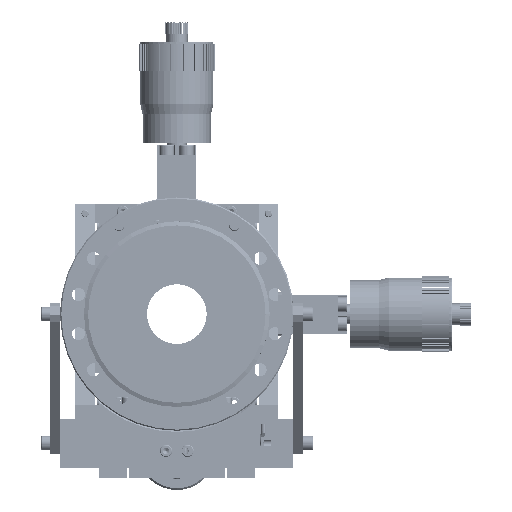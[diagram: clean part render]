
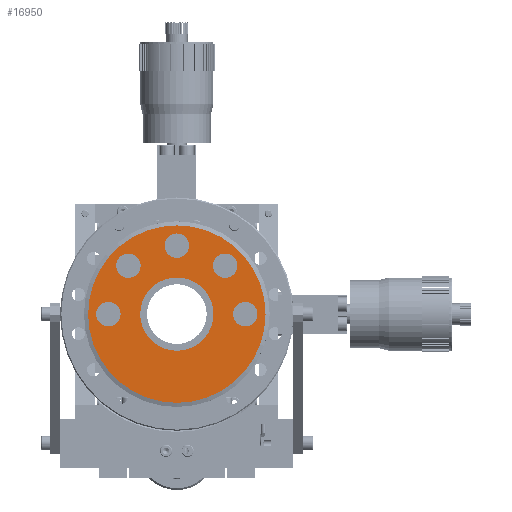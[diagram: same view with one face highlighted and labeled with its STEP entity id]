
A CAD part, front view. The second image highlights one B-rep face of the part: STEP entity #16950.
In plain terms, the highlighted planar face has unit normal (0, -1, 0).
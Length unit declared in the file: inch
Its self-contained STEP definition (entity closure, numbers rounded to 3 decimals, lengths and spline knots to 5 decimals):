
#16950 = ADVANCED_FACE ( 'NONE', ( #30822, #30815, #30832, #30834, #30823, #30830, #30831 ), #28785, .F. ) ;
#25282 = AXIS2_PLACEMENT_3D ( 'NONE', #28781, #28794, #28795 ) ;
#28781 = CARTESIAN_POINT ( 'NONE',  ( 0., 0.086, 2.27 ) ) ;
#28785 = PLANE ( 'NONE',  #25282 ) ;
#28794 = DIRECTION ( 'NONE',  ( 0., 1., 0. ) ) ;
#28795 = DIRECTION ( 'NONE',  ( 0., 0., 1. ) ) ;
#30815 = FACE_BOUND ( 'NONE', #44975, .T. ) ;
#30822 = FACE_BOUND ( 'NONE', #44970, .T. ) ;
#30823 = FACE_BOUND ( 'NONE', #44980, .T. ) ;
#30830 = FACE_BOUND ( 'NONE', #44982, .T. ) ;
#30831 = FACE_OUTER_BOUND ( 'NONE', #44984, .T. ) ;
#30832 = FACE_BOUND ( 'NONE', #44977, .T. ) ;
#30834 = FACE_BOUND ( 'NONE', #44979, .T. ) ;
#35200 = EDGE_CURVE ( 'NONE', #49123, #49125, #132579, .T. ) ;
#35206 = EDGE_CURVE ( 'NONE', #49131, #49133, #132592, .T. ) ;
#35213 = EDGE_CURVE ( 'NONE', #49138, #49140, #132607, .T. ) ;
#35215 = EDGE_CURVE ( 'NONE', #49164, #49166, #132613, .T. ) ;
#35218 = EDGE_CURVE ( 'NONE', #49145, #49147, #132619, .T. ) ;
#35224 = EDGE_CURVE ( 'NONE', #49153, #49155, #132627, .T. ) ;
#35236 = EDGE_CURVE ( 'NONE', #49167, #49169, #132646, .T. ) ;
#35422 = EDGE_CURVE ( 'NONE', #49155, #49153, #132914, .T. ) ;
#35428 = EDGE_CURVE ( 'NONE', #49147, #49145, #132920, .T. ) ;
#35431 = EDGE_CURVE ( 'NONE', #49169, #49167, #132921, .T. ) ;
#35434 = EDGE_CURVE ( 'NONE', #49166, #49164, #132926, .T. ) ;
#35435 = EDGE_CURVE ( 'NONE', #49140, #49138, #132929, .T. ) ;
#35439 = EDGE_CURVE ( 'NONE', #49133, #49131, #132933, .T. ) ;
#35451 = EDGE_CURVE ( 'NONE', #49125, #49123, #132951, .T. ) ;
#44970 = EDGE_LOOP ( 'NONE', ( #48191, #48192 ) ) ;
#44975 = EDGE_LOOP ( 'NONE', ( #48193, #48194 ) ) ;
#44977 = EDGE_LOOP ( 'NONE', ( #48195, #48196 ) ) ;
#44979 = EDGE_LOOP ( 'NONE', ( #48197, #48198 ) ) ;
#44980 = EDGE_LOOP ( 'NONE', ( #48199, #48200 ) ) ;
#44982 = EDGE_LOOP ( 'NONE', ( #48201, #48202 ) ) ;
#44984 = EDGE_LOOP ( 'NONE', ( #48203, #48204 ) ) ;
#48191 = ORIENTED_EDGE ( 'NONE', *, *, #35451, .T. ) ;
#48192 = ORIENTED_EDGE ( 'NONE', *, *, #35200, .T. ) ;
#48193 = ORIENTED_EDGE ( 'NONE', *, *, #35439, .T. ) ;
#48194 = ORIENTED_EDGE ( 'NONE', *, *, #35206, .T. ) ;
#48195 = ORIENTED_EDGE ( 'NONE', *, *, #35435, .T. ) ;
#48196 = ORIENTED_EDGE ( 'NONE', *, *, #35213, .T. ) ;
#48197 = ORIENTED_EDGE ( 'NONE', *, *, #35428, .T. ) ;
#48198 = ORIENTED_EDGE ( 'NONE', *, *, #35218, .T. ) ;
#48199 = ORIENTED_EDGE ( 'NONE', *, *, #35422, .T. ) ;
#48200 = ORIENTED_EDGE ( 'NONE', *, *, #35224, .T. ) ;
#48201 = ORIENTED_EDGE ( 'NONE', *, *, #35434, .F. ) ;
#48202 = ORIENTED_EDGE ( 'NONE', *, *, #35215, .F. ) ;
#48203 = ORIENTED_EDGE ( 'NONE', *, *, #35431, .T. ) ;
#48204 = ORIENTED_EDGE ( 'NONE', *, *, #35236, .T. ) ;
#49123 = VERTEX_POINT ( 'NONE', #136241 ) ;
#49125 = VERTEX_POINT ( 'NONE', #136242 ) ;
#49131 = VERTEX_POINT ( 'NONE', #136245 ) ;
#49133 = VERTEX_POINT ( 'NONE', #136246 ) ;
#49138 = VERTEX_POINT ( 'NONE', #136249 ) ;
#49140 = VERTEX_POINT ( 'NONE', #136250 ) ;
#49145 = VERTEX_POINT ( 'NONE', #136253 ) ;
#49147 = VERTEX_POINT ( 'NONE', #136254 ) ;
#49153 = VERTEX_POINT ( 'NONE', #136257 ) ;
#49155 = VERTEX_POINT ( 'NONE', #136258 ) ;
#49164 = VERTEX_POINT ( 'NONE', #136263 ) ;
#49166 = VERTEX_POINT ( 'NONE', #136264 ) ;
#49167 = VERTEX_POINT ( 'NONE', #136265 ) ;
#49169 = VERTEX_POINT ( 'NONE', #136266 ) ;
#102723 = AXIS2_PLACEMENT_3D ( 'NONE', #134359, #134361, #134362 ) ;
#102728 = AXIS2_PLACEMENT_3D ( 'NONE', #134369, #134371, #134372 ) ;
#102730 = AXIS2_PLACEMENT_3D ( 'NONE', #134386, #134387, #134388 ) ;
#102732 = AXIS2_PLACEMENT_3D ( 'NONE', #134379, #134381, #134382 ) ;
#102736 = AXIS2_PLACEMENT_3D ( 'NONE', #134389, #134391, #134392 ) ;
#102740 = AXIS2_PLACEMENT_3D ( 'NONE', #134399, #134401, #134402 ) ;
#102749 = AXIS2_PLACEMENT_3D ( 'NONE', #134419, #134421, #134422 ) ;
#102905 = AXIS2_PLACEMENT_3D ( 'NONE', #135131, #135140, #135141 ) ;
#102913 = AXIS2_PLACEMENT_3D ( 'NONE', #135142, #135158, #135159 ) ;
#102915 = AXIS2_PLACEMENT_3D ( 'NONE', #135148, #135164, #135165 ) ;
#102917 = AXIS2_PLACEMENT_3D ( 'NONE', #135163, #135172, #135174 ) ;
#102920 = AXIS2_PLACEMENT_3D ( 'NONE', #135166, #135178, #135180 ) ;
#102925 = AXIS2_PLACEMENT_3D ( 'NONE', #135176, #135186, #135188 ) ;
#102940 = AXIS2_PLACEMENT_3D ( 'NONE', #135208, #135216, #135217 ) ;
#132579 = CIRCLE ( 'NONE', #102723, 0.3125 ) ;
#132592 = CIRCLE ( 'NONE', #102728, 0.3125 ) ;
#132607 = CIRCLE ( 'NONE', #102732, 0.3125 ) ;
#132613 = CIRCLE ( 'NONE', #102730, 0.9375 ) ;
#132619 = CIRCLE ( 'NONE', #102736, 0.3125 ) ;
#132627 = CIRCLE ( 'NONE', #102740, 0.3125 ) ;
#132646 = CIRCLE ( 'NONE', #102749, 2.27 ) ;
#132914 = CIRCLE ( 'NONE', #102905, 0.3125 ) ;
#132920 = CIRCLE ( 'NONE', #102913, 0.3125 ) ;
#132921 = CIRCLE ( 'NONE', #102915, 2.27 ) ;
#132926 = CIRCLE ( 'NONE', #102917, 0.9375 ) ;
#132929 = CIRCLE ( 'NONE', #102920, 0.3125 ) ;
#132933 = CIRCLE ( 'NONE', #102925, 0.3125 ) ;
#132951 = CIRCLE ( 'NONE', #102940, 0.3125 ) ;
#134359 = CARTESIAN_POINT ( 'NONE',  ( -1.751, 0.086, 0. ) ) ;
#134361 = DIRECTION ( 'NONE',  ( 0., 1., 0. ) ) ;
#134362 = DIRECTION ( 'NONE',  ( 0., 0., 1. ) ) ;
#134369 = CARTESIAN_POINT ( 'NONE',  ( -1.23814, 0.086, 1.23814 ) ) ;
#134371 = DIRECTION ( 'NONE',  ( 0., 1., 0. ) ) ;
#134372 = DIRECTION ( 'NONE',  ( 0., 0., 1. ) ) ;
#134379 = CARTESIAN_POINT ( 'NONE',  ( 0., 0.086, 1.751 ) ) ;
#134381 = DIRECTION ( 'NONE',  ( 0., 1., 0. ) ) ;
#134382 = DIRECTION ( 'NONE',  ( 0., 0., 1. ) ) ;
#134386 = CARTESIAN_POINT ( 'NONE',  ( 0., 0.086, 0. ) ) ;
#134387 = DIRECTION ( 'NONE',  ( 0., -1., 0. ) ) ;
#134388 = DIRECTION ( 'NONE',  ( 0., 0., -1. ) ) ;
#134389 = CARTESIAN_POINT ( 'NONE',  ( 1.23814, 0.086, 1.23814 ) ) ;
#134391 = DIRECTION ( 'NONE',  ( 0., 1., 0. ) ) ;
#134392 = DIRECTION ( 'NONE',  ( 0., 0., 1. ) ) ;
#134399 = CARTESIAN_POINT ( 'NONE',  ( 1.751, 0.086, 0. ) ) ;
#134401 = DIRECTION ( 'NONE',  ( 0., 1., 0. ) ) ;
#134402 = DIRECTION ( 'NONE',  ( 0., 0., 1. ) ) ;
#134419 = CARTESIAN_POINT ( 'NONE',  ( 0., 0.086, 0. ) ) ;
#134421 = DIRECTION ( 'NONE',  ( 0., -1., 0. ) ) ;
#134422 = DIRECTION ( 'NONE',  ( 0., 0., -1. ) ) ;
#135131 = CARTESIAN_POINT ( 'NONE',  ( 1.751, 0.086, 0. ) ) ;
#135140 = DIRECTION ( 'NONE',  ( 0., 1., 0. ) ) ;
#135141 = DIRECTION ( 'NONE',  ( 0., 0., 1. ) ) ;
#135142 = CARTESIAN_POINT ( 'NONE',  ( 1.23814, 0.086, 1.23814 ) ) ;
#135148 = CARTESIAN_POINT ( 'NONE',  ( 0., 0.086, 0. ) ) ;
#135158 = DIRECTION ( 'NONE',  ( 0., 1., 0. ) ) ;
#135159 = DIRECTION ( 'NONE',  ( 0., 0., 1. ) ) ;
#135163 = CARTESIAN_POINT ( 'NONE',  ( 0., 0.086, 0. ) ) ;
#135164 = DIRECTION ( 'NONE',  ( 0., -1., 0. ) ) ;
#135165 = DIRECTION ( 'NONE',  ( 0., 0., -1. ) ) ;
#135166 = CARTESIAN_POINT ( 'NONE',  ( 0., 0.086, 1.751 ) ) ;
#135172 = DIRECTION ( 'NONE',  ( 0., -1., 0. ) ) ;
#135174 = DIRECTION ( 'NONE',  ( 0., 0., -1. ) ) ;
#135176 = CARTESIAN_POINT ( 'NONE',  ( -1.23814, 0.086, 1.23814 ) ) ;
#135178 = DIRECTION ( 'NONE',  ( 0., 1., 0. ) ) ;
#135180 = DIRECTION ( 'NONE',  ( 0., 0., 1. ) ) ;
#135186 = DIRECTION ( 'NONE',  ( 0., 1., 0. ) ) ;
#135188 = DIRECTION ( 'NONE',  ( 0., 0., 1. ) ) ;
#135208 = CARTESIAN_POINT ( 'NONE',  ( -1.751, 0.086, 0. ) ) ;
#135216 = DIRECTION ( 'NONE',  ( 0., 1., 0. ) ) ;
#135217 = DIRECTION ( 'NONE',  ( 0., 0., 1. ) ) ;
#136241 = CARTESIAN_POINT ( 'NONE',  ( -1.751, 0.086, -0.3125 ) ) ;
#136242 = CARTESIAN_POINT ( 'NONE',  ( -1.751, 0.086, 0.3125 ) ) ;
#136245 = CARTESIAN_POINT ( 'NONE',  ( -1.23814, 0.086, 0.92564 ) ) ;
#136246 = CARTESIAN_POINT ( 'NONE',  ( -1.23814, 0.086, 1.55064 ) ) ;
#136249 = CARTESIAN_POINT ( 'NONE',  ( 0., 0.086, 1.4385 ) ) ;
#136250 = CARTESIAN_POINT ( 'NONE',  ( 0., 0.086, 2.0635 ) ) ;
#136253 = CARTESIAN_POINT ( 'NONE',  ( 1.23814, 0.086, 0.92564 ) ) ;
#136254 = CARTESIAN_POINT ( 'NONE',  ( 1.23814, 0.086, 1.55064 ) ) ;
#136257 = CARTESIAN_POINT ( 'NONE',  ( 1.751, 0.086, -0.3125 ) ) ;
#136258 = CARTESIAN_POINT ( 'NONE',  ( 1.751, 0.086, 0.3125 ) ) ;
#136263 = CARTESIAN_POINT ( 'NONE',  ( 0., 0.086, 0.9375 ) ) ;
#136264 = CARTESIAN_POINT ( 'NONE',  ( 0., 0.086, -0.9375 ) ) ;
#136265 = CARTESIAN_POINT ( 'NONE',  ( 0., 0.086, 2.27 ) ) ;
#136266 = CARTESIAN_POINT ( 'NONE',  ( 0., 0.086, -2.27 ) ) ;
